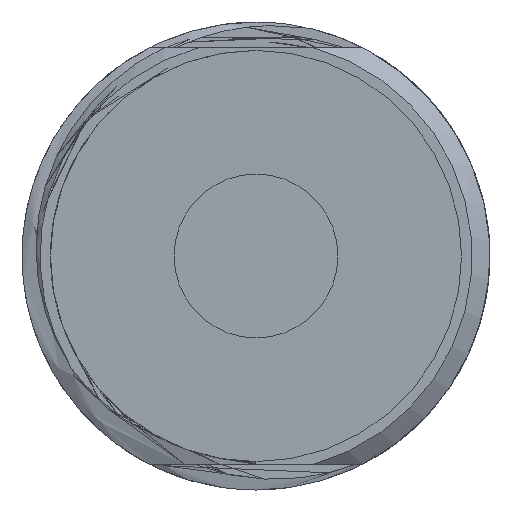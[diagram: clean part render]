
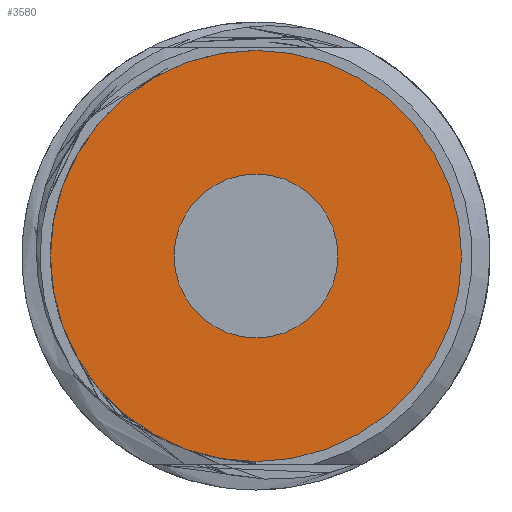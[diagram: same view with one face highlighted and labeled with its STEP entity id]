
A CAD part, left-side view. The second image highlights one B-rep face of the part: STEP entity #3580.
In plain terms, the highlighted planar face has unit normal (-1, 0, 0).
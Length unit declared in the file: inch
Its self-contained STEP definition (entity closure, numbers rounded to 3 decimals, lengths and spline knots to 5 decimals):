
#30 = FACE_BOUND ( 'NONE', #1893, .T. ) ;
#131 = CARTESIAN_POINT ( 'NONE',  ( 0.236, 0., -0.055 ) ) ;
#229 = CARTESIAN_POINT ( 'NONE',  ( 0.236, 0., 0. ) ) ;
#707 = FACE_OUTER_BOUND ( 'NONE', #3077, .T. ) ;
#800 = AXIS2_PLACEMENT_3D ( 'NONE', #229, #2036, #3886 ) ;
#1282 = VERTEX_POINT ( 'NONE', #131 ) ;
#1362 = EDGE_CURVE ( 'NONE', #9573, #1282, #3164, .T. ) ;
#1893 = EDGE_LOOP ( 'NONE', ( #6685, #9972 ) ) ;
#2036 = DIRECTION ( 'NONE',  ( 1., 0., 0. ) ) ;
#3077 = EDGE_LOOP ( 'NONE', ( #3967, #6593 ) ) ;
#3164 = CIRCLE ( 'NONE', #5695, 0.055 ) ;
#3415 = CARTESIAN_POINT ( 'NONE',  ( 0.236, 0., 0. ) ) ;
#3580 = ADVANCED_FACE ( 'NONE', ( #30, #707 ), #9629, .F. ) ;
#3584 = CIRCLE ( 'NONE', #7114, 0.055 ) ;
#3671 = VERTEX_POINT ( 'NONE', #6021 ) ;
#3886 = DIRECTION ( 'NONE',  ( 0., 0., -1. ) ) ;
#3967 = ORIENTED_EDGE ( 'NONE', *, *, #11280, .F. ) ;
#4178 = AXIS2_PLACEMENT_3D ( 'NONE', #3415, #5214, #4295 ) ;
#4261 = CARTESIAN_POINT ( 'NONE',  ( 0.236, 0., 0. ) ) ;
#4295 = DIRECTION ( 'NONE',  ( 0., 0., -1. ) ) ;
#4491 = CARTESIAN_POINT ( 'NONE',  ( 0.236, 0., 0. ) ) ;
#4832 = CARTESIAN_POINT ( 'NONE',  ( 0.236, 0., 0.055 ) ) ;
#4921 = DIRECTION ( 'NONE',  ( 0., 0., -1. ) ) ;
#4961 = CARTESIAN_POINT ( 'NONE',  ( 0.236, 0., 0. ) ) ;
#5144 = DIRECTION ( 'NONE',  ( 1., 0., 0. ) ) ;
#5214 = DIRECTION ( 'NONE',  ( 1., 0., 0. ) ) ;
#5619 = EDGE_CURVE ( 'NONE', #1282, #9573, #3584, .T. ) ;
#5695 = AXIS2_PLACEMENT_3D ( 'NONE', #4491, #7943, #10551 ) ;
#5895 = CIRCLE ( 'NONE', #800, 0.138 ) ;
#6021 = CARTESIAN_POINT ( 'NONE',  ( 0.236, 0., -0.138 ) ) ;
#6226 = CARTESIAN_POINT ( 'NONE',  ( 0.236, 0., 0.138 ) ) ;
#6275 = EDGE_CURVE ( 'NONE', #3671, #10092, #10955, .T. ) ;
#6593 = ORIENTED_EDGE ( 'NONE', *, *, #6275, .F. ) ;
#6685 = ORIENTED_EDGE ( 'NONE', *, *, #1362, .T. ) ;
#7114 = AXIS2_PLACEMENT_3D ( 'NONE', #4261, #5144, #11211 ) ;
#7943 = DIRECTION ( 'NONE',  ( 1., 0., 0. ) ) ;
#9232 = AXIS2_PLACEMENT_3D ( 'NONE', #4961, #10288, #4921 ) ;
#9573 = VERTEX_POINT ( 'NONE', #4832 ) ;
#9629 = PLANE ( 'NONE',  #4178 ) ;
#9972 = ORIENTED_EDGE ( 'NONE', *, *, #5619, .T. ) ;
#10092 = VERTEX_POINT ( 'NONE', #6226 ) ;
#10288 = DIRECTION ( 'NONE',  ( 1., 0., 0. ) ) ;
#10551 = DIRECTION ( 'NONE',  ( 0., 0., -1. ) ) ;
#10955 = CIRCLE ( 'NONE', #9232, 0.138 ) ;
#11211 = DIRECTION ( 'NONE',  ( 0., 0., -1. ) ) ;
#11280 = EDGE_CURVE ( 'NONE', #10092, #3671, #5895, .T. ) ;
